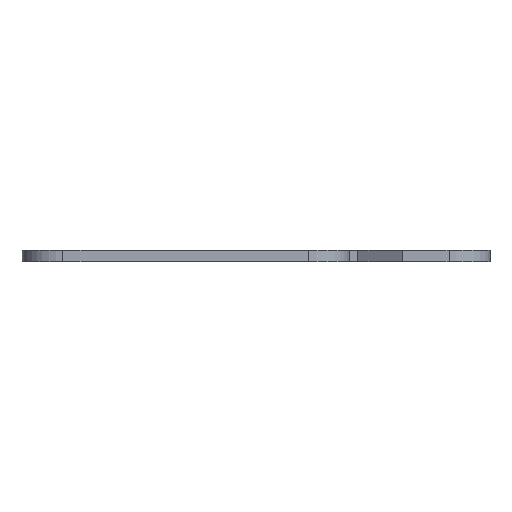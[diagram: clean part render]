
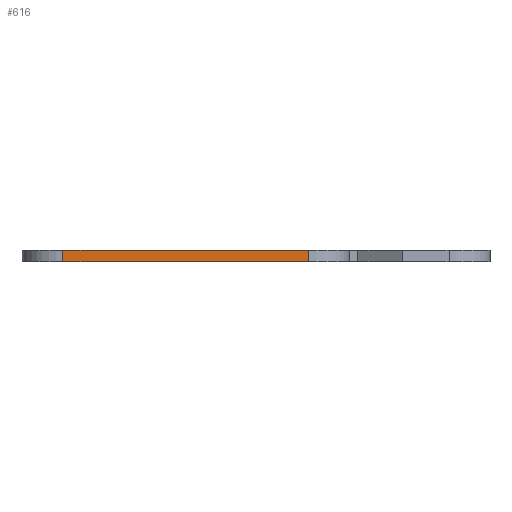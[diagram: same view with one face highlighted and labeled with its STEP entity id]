
A CAD part, front view. The second image highlights one B-rep face of the part: STEP entity #616.
In plain terms, the highlighted planar face has unit normal (0, -1, 0).
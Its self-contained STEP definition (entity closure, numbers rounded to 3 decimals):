
#51=CARTESIAN_POINT('',(-36.5,0.,-0.5));
#52=VERTEX_POINT('',#51);
#60=CARTESIAN_POINT('',(-36.5,0.,0.5));
#61=VERTEX_POINT('',#60);
#62=CARTESIAN_POINT('',(-36.5,0.,-0.5));
#63=DIRECTION('',(0.0,0.0,1.0));
#64=VECTOR('',#63,1.0);
#65=LINE('',#62,#64);
#66=EDGE_CURVE('',#52,#61,#65,.T.);
#92=CARTESIAN_POINT('',(-15.5,0.,0.5));
#93=VERTEX_POINT('',#92);
#94=CARTESIAN_POINT('',(-15.5,0.,0.5));
#95=DIRECTION('',(-1.0,0.0,0.0));
#96=VECTOR('',#95,21.0);
#97=LINE('',#94,#96);
#98=EDGE_CURVE('',#93,#61,#97,.T.);
#593=CARTESIAN_POINT('',(0.0,0.0,0.0));
#594=DIRECTION('',(0.0,-1.0,0.0));
#595=DIRECTION('',(0.0,0.0,-1.0));
#596=AXIS2_PLACEMENT_3D('',#593,#594,#595);
#597=PLANE('',#596);
#598=ORIENTED_EDGE('',*,*,#66,.F.);
#599=CARTESIAN_POINT('',(-15.5,0.,-0.5));
#600=VERTEX_POINT('',#599);
#601=CARTESIAN_POINT('',(-36.5,0.,-0.5));
#602=DIRECTION('',(1.0,0.0,0.0));
#603=VECTOR('',#602,21.0);
#604=LINE('',#601,#603);
#605=EDGE_CURVE('',#52,#600,#604,.T.);
#606=ORIENTED_EDGE('',*,*,#605,.T.);
#607=CARTESIAN_POINT('',(-15.5,0.,0.5));
#608=DIRECTION('',(0.0,0.0,-1.0));
#609=VECTOR('',#608,1.0);
#610=LINE('',#607,#609);
#611=EDGE_CURVE('',#93,#600,#610,.T.);
#612=ORIENTED_EDGE('',*,*,#611,.F.);
#613=ORIENTED_EDGE('',*,*,#98,.T.);
#614=EDGE_LOOP('',(#598,#606,#612,#613));
#615=FACE_OUTER_BOUND('',#614,.T.);
#616=ADVANCED_FACE('',(#615),#597,.T.);
